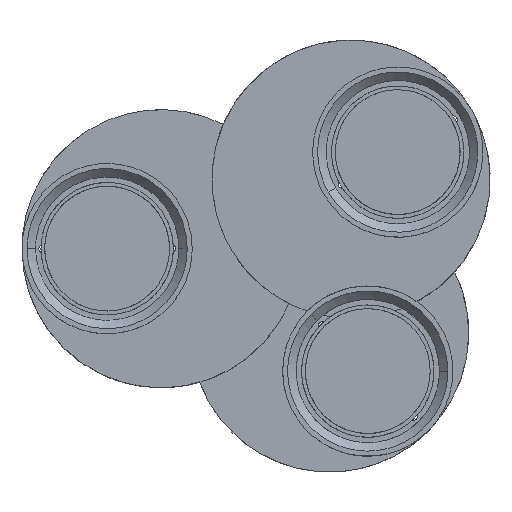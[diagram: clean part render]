
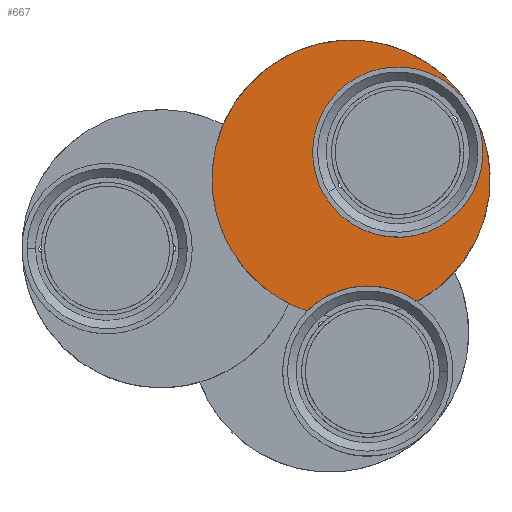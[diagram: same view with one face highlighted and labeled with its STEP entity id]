
A CAD part, top view. The second image highlights one B-rep face of the part: STEP entity #667.
In plain terms, the highlighted planar face has unit normal (0, 0, 1).
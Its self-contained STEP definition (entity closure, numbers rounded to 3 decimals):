
#667=ADVANCED_FACE('',(#1271),#9116,.T.);
#1271=FACE_OUTER_BOUND('',#1920,.T.);
#1920=EDGE_LOOP('',(#3046,#3047,#3048,#3049,#3050,#3051,#3052));
#3046=ORIENTED_EDGE('',*,*,#5574,.T.);
#3047=ORIENTED_EDGE('',*,*,#5404,.F.);
#3048=ORIENTED_EDGE('',*,*,#5544,.F.);
#3049=ORIENTED_EDGE('',*,*,#5545,.T.);
#3050=ORIENTED_EDGE('',*,*,#5414,.T.);
#3051=ORIENTED_EDGE('',*,*,#5566,.F.);
#3052=ORIENTED_EDGE('',*,*,#5567,.F.);
#5404=EDGE_CURVE('',#8216,#8308,#7157,.T.);
#5414=EDGE_CURVE('',#8222,#8319,#7163,.T.);
#5544=EDGE_CURVE('',#8308,#8216,#7286,.T.);
#5545=EDGE_CURVE('',#8308,#8222,#7287,.T.);
#5566=EDGE_CURVE('',#8318,#8319,#7304,.T.);
#5567=EDGE_CURVE('',#8320,#8318,#7305,.T.);
#5574=EDGE_CURVE('',#8320,#8308,#7312,.T.);
#7157=(
BOUNDED_CURVE()
B_SPLINE_CURVE(2,(#12321,#12322,#12323,#12324,#12325),.UNSPECIFIED.,.F.,
 .F.)
B_SPLINE_CURVE_WITH_KNOTS((3,2,3),(0.,79.325,158.65),
 .UNSPECIFIED.)
CURVE()
GEOMETRIC_REPRESENTATION_ITEM()
RATIONAL_B_SPLINE_CURVE((1.,0.707,1.,0.707,1.))
REPRESENTATION_ITEM('')
);
#7163=(
BOUNDED_CURVE()
B_SPLINE_CURVE(2,(#12391,#12392,#12393),.UNSPECIFIED.,.F.,.F.)
B_SPLINE_CURVE_WITH_KNOTS((3,3),(0.,60.265),.UNSPECIFIED.)
CURVE()
GEOMETRIC_REPRESENTATION_ITEM()
RATIONAL_B_SPLINE_CURVE((1.,0.935,1.))
REPRESENTATION_ITEM('')
);
#7286=(
BOUNDED_CURVE()
B_SPLINE_CURVE(2,(#12894,#12895,#12896,#12897,#12898),.UNSPECIFIED.,.F.,
 .F.)
B_SPLINE_CURVE_WITH_KNOTS((3,2,3),(158.65,237.976,317.301),
 .UNSPECIFIED.)
CURVE()
GEOMETRIC_REPRESENTATION_ITEM()
RATIONAL_B_SPLINE_CURVE((1.,0.707,1.,0.707,1.))
REPRESENTATION_ITEM('')
);
#7287=(
BOUNDED_CURVE()
B_SPLINE_CURVE(2,(#12899,#12900,#12901,#12902,#12903),.UNSPECIFIED.,.F.,
 .F.)
B_SPLINE_CURVE_WITH_KNOTS((3,2,3),(259.181,388.772,518.363),
 .UNSPECIFIED.)
CURVE()
GEOMETRIC_REPRESENTATION_ITEM()
RATIONAL_B_SPLINE_CURVE((1.,0.707,1.,0.707,1.))
REPRESENTATION_ITEM('')
);
#7304=(
BOUNDED_CURVE()
B_SPLINE_CURVE(2,(#12968,#12969,#12970),.UNSPECIFIED.,.F.,.F.)
B_SPLINE_CURVE_WITH_KNOTS((3,3),(0.,0.236),.UNSPECIFIED.)
CURVE()
GEOMETRIC_REPRESENTATION_ITEM()
RATIONAL_B_SPLINE_CURVE((1.,1.,1.))
REPRESENTATION_ITEM('')
);
#7305=(
BOUNDED_CURVE()
B_SPLINE_CURVE(2,(#12971,#12972,#12973),.UNSPECIFIED.,.F.,.F.)
B_SPLINE_CURVE_WITH_KNOTS((3,3),(247.195,317.301),
 .UNSPECIFIED.)
CURVE()
GEOMETRIC_REPRESENTATION_ITEM()
RATIONAL_B_SPLINE_CURVE((1.,0.765,1.))
REPRESENTATION_ITEM('')
);
#7312=(
BOUNDED_CURVE()
B_SPLINE_CURVE(2,(#12993,#12994,#12995,#12996,#12997),.UNSPECIFIED.,.F.,
 .F.)
B_SPLINE_CURVE_WITH_KNOTS((3,2,3),(126.865,129.591,259.181),
 .UNSPECIFIED.)
CURVE()
GEOMETRIC_REPRESENTATION_ITEM()
RATIONAL_B_SPLINE_CURVE((1.,1.,1.,0.707,1.))
REPRESENTATION_ITEM('')
);
#8216=VERTEX_POINT('',#11964);
#8222=VERTEX_POINT('',#11970);
#8308=VERTEX_POINT('',#12056);
#8318=VERTEX_POINT('',#12066);
#8319=VERTEX_POINT('',#12067);
#8320=VERTEX_POINT('',#12068);
#9116=PLANE('',#9722);
#9722=AXIS2_PLACEMENT_3D('',#11240,#9928,$);
#9928=DIRECTION('',(0.,0.,1.));
#11240=CARTESIAN_POINT('',(425.496,-93.799,-4.));
#11964=CARTESIAN_POINT('',(378.673,-218.,-4.));
#11970=CARTESIAN_POINT('',(323.248,-250.,-4.));
#12056=CARTESIAN_POINT('',(466.142,-167.5,-4.));
#12066=CARTESIAN_POINT('',(368.916,-286.919,-4.));
#12067=CARTESIAN_POINT('',(368.766,-287.069,-4.));
#12068=CARTESIAN_POINT('',(433.789,-281.399,-4.));
#12321=CARTESIAN_POINT('',(378.673,-218.,-4.));
#12322=CARTESIAN_POINT('',(403.923,-261.734,-4.));
#12323=CARTESIAN_POINT('',(447.658,-236.484,-4.));
#12324=CARTESIAN_POINT('',(491.392,-211.234,-4.));
#12325=CARTESIAN_POINT('',(466.142,-167.5,-4.));
#12391=CARTESIAN_POINT('',(323.248,-250.,-4.));
#12392=CARTESIAN_POINT('',(338.951,-277.199,-4.));
#12393=CARTESIAN_POINT('',(368.766,-287.069,-4.));
#12894=CARTESIAN_POINT('',(466.142,-167.5,-4.));
#12895=CARTESIAN_POINT('',(440.892,-123.766,-4.));
#12896=CARTESIAN_POINT('',(397.158,-149.016,-4.));
#12897=CARTESIAN_POINT('',(353.423,-174.266,-4.));
#12898=CARTESIAN_POINT('',(378.673,-218.,-4.));
#12899=CARTESIAN_POINT('',(466.142,-167.5,-4.));
#12900=CARTESIAN_POINT('',(424.892,-96.053,-4.));
#12901=CARTESIAN_POINT('',(353.445,-137.303,-4.));
#12902=CARTESIAN_POINT('',(281.998,-178.553,-4.));
#12903=CARTESIAN_POINT('',(323.248,-250.,-4.));
#12968=CARTESIAN_POINT('',(368.916,-286.919,-4.));
#12969=CARTESIAN_POINT('',(368.841,-286.994,-4.));
#12970=CARTESIAN_POINT('',(368.766,-287.069,-4.));
#12971=CARTESIAN_POINT('',(433.789,-281.399,-4.));
#12972=CARTESIAN_POINT('',(399.026,-256.809,-4.));
#12973=CARTESIAN_POINT('',(368.916,-286.919,-4.));
#12993=CARTESIAN_POINT('',(433.789,-281.399,-4.));
#12994=CARTESIAN_POINT('',(434.876,-280.814,-4.));
#12995=CARTESIAN_POINT('',(435.945,-280.197,-4.));
#12996=CARTESIAN_POINT('',(507.392,-238.947,-4.));
#12997=CARTESIAN_POINT('',(466.142,-167.5,-4.));
